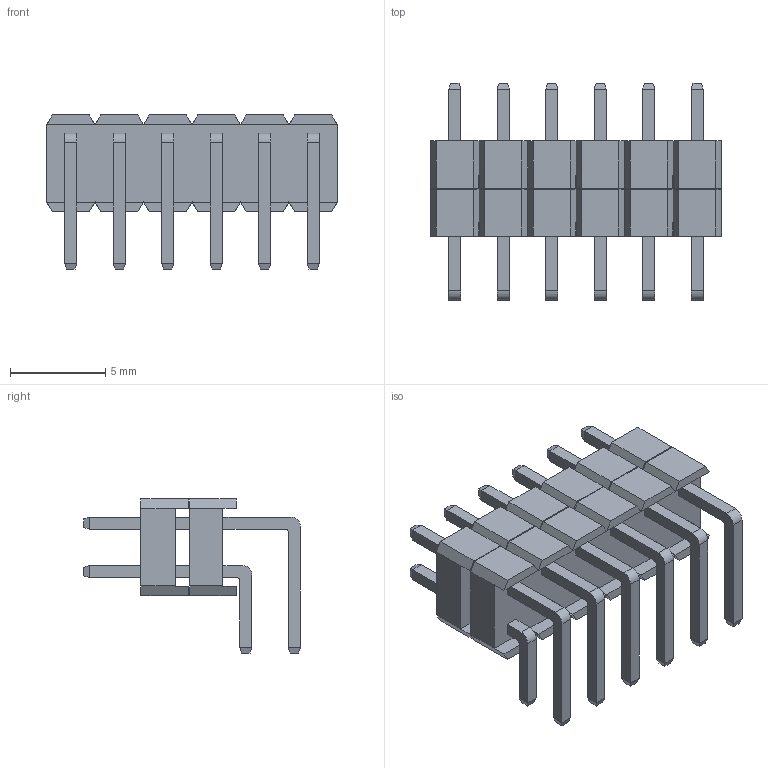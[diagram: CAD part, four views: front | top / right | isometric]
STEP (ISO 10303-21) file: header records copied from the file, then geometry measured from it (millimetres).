
FILE_DESCRIPTION((''),'2;1');
FILE_NAME('FPH25462-D08B1014070705B','2024-01-10T',('工程三'),(''),'PRO/ENGINEER BY PARAMETRIC TECHNOLOGY CORPORATION, 2010280','PRO/ENGINEER BY PARAMETRIC TECHNOLOGY CORPORATION, 2010280','');
FILE_SCHEMA(('CONFIG_CONTROL_DESIGN'));
Length unit declared in the file: millimetre
Products named in the file (1): FPH25462-D08B1014070705B
Bounding box: 15.24 x 11.36 x 8.08 mm (x, y, z)
Volume: 343.5 mm3; surface area: 899.8 mm2
Topology: 1 solids, 1 shells, 440 faces, 1140 edges, 728 vertices
Faces by surface type: plane 416, cylinder 24
Entity records: 13146 total; most frequent: CARTESIAN_POINT 2308, ORIENTED_EDGE 2280, DIRECTION 2068, EDGE_CURVE 1140, VECTOR 1092, LINE 1092, VERTEX_POINT 728, AXIS2_PLACEMENT_3D 488
